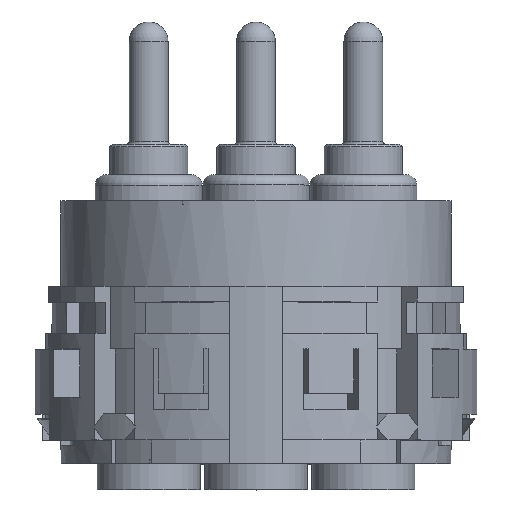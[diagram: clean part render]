
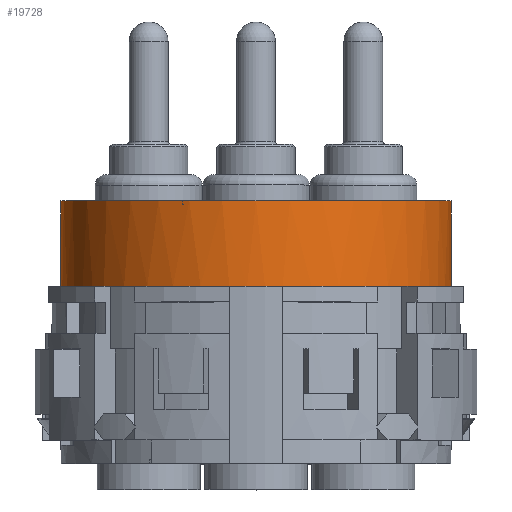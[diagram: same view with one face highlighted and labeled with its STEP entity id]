
A CAD part, top view. The second image highlights one B-rep face of the part: STEP entity #19728.
In plain terms, the highlighted cylindrical face has radius 7.5 mm (diameter 15 mm), a partial arc.
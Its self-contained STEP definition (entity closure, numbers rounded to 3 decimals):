
#477=CARTESIAN_POINT('',(0.,10.1,0.));
#478=DIRECTION('',(0.,1.,0.));
#479=DIRECTION('',(-1.,0.,0.));
#480=AXIS2_PLACEMENT_3D('',#477,#478,#479);
#1477=CARTESIAN_POINT('',(0.,6.8,0.));
#1478=DIRECTION('',(0.,1.,0.));
#1479=DIRECTION('',(0.779,0.,0.627));
#1480=AXIS2_PLACEMENT_3D('',#1477,#1478,#1479);
#1482=CARTESIAN_POINT('',(0.,6.8,0.));
#1483=DIRECTION('',(0.,1.,0.));
#1484=DIRECTION('',(-0.137,0.,0.991));
#1485=AXIS2_PLACEMENT_3D('',#1482,#1483,#1484);
#1487=CARTESIAN_POINT('',(0.,6.8,0.));
#1488=DIRECTION('',(0.,1.,0.));
#1489=DIRECTION('',(-0.93,0.,0.368));
#1490=AXIS2_PLACEMENT_3D('',#1487,#1488,#1489);
#1492=DIRECTION('',(0.,1.,0.));
#1493=VECTOR('',#1492,3.3);
#1494=CARTESIAN_POINT('',(-7.5,6.8,0.));
#1495=LINE('',#1494,#1493);
#2519=CARTESIAN_POINT('',(0.,6.8,0.));
#2520=DIRECTION('',(0.,1.,0.));
#2521=DIRECTION('',(0.137,0.,0.991));
#2522=AXIS2_PLACEMENT_3D('',#2519,#2520,#2521);
#2537=CARTESIAN_POINT('',(0.,6.8,0.));
#2538=DIRECTION('',(0.,1.,0.));
#2539=DIRECTION('',(0.93,0.,0.368));
#2540=AXIS2_PLACEMENT_3D('',#2537,#2538,#2539);
#2547=CARTESIAN_POINT('',(0.,6.8,0.));
#2548=DIRECTION('',(0.,1.,0.));
#2549=DIRECTION('',(-1.,0.,0.));
#2550=AXIS2_PLACEMENT_3D('',#2547,#2548,#2549);
#2565=CARTESIAN_POINT('',(0.,6.8,0.));
#2566=DIRECTION('',(0.,1.,0.));
#2567=DIRECTION('',(-0.779,0.,0.627));
#2568=AXIS2_PLACEMENT_3D('',#2565,#2566,#2567);
#10836=DIRECTION('',(0.,1.,0.));
#10837=VECTOR('',#10836,3.3);
#10838=CARTESIAN_POINT('',(7.5,6.8,0.));
#10839=LINE('',#10838,#10837);
#16390=CARTESIAN_POINT('',(-7.5,10.1,0.));
#16391=CARTESIAN_POINT('',(7.5,10.1,0.));
#16392=VERTEX_POINT('',#16390);
#16393=VERTEX_POINT('',#16391);
#16394=CARTESIAN_POINT('',(7.5,6.8,0.));
#16395=CARTESIAN_POINT('',(-7.5,6.8,0.));
#16396=VERTEX_POINT('',#16394);
#16397=VERTEX_POINT('',#16395);
#16657=CARTESIAN_POINT('',(-1.025,6.8,7.43));
#16659=VERTEX_POINT('',#16657);
#16660=CARTESIAN_POINT('',(1.025,6.8,7.43));
#16662=VERTEX_POINT('',#16660);
#16737=CARTESIAN_POINT('',(-6.975,6.8,2.757));
#16739=VERTEX_POINT('',#16737);
#16750=CARTESIAN_POINT('',(-5.843,6.8,4.702));
#16752=VERTEX_POINT('',#16750);
#16784=CARTESIAN_POINT('',(6.975,6.8,2.757));
#16786=VERTEX_POINT('',#16784);
#16823=CARTESIAN_POINT('',(5.843,6.8,4.702));
#16825=VERTEX_POINT('',#16823);
#19702=CARTESIAN_POINT('',(0.,6.8,0.));
#19703=DIRECTION('',(0.,1.,0.));
#19704=DIRECTION('',(-1.,0.,0.));
#19705=AXIS2_PLACEMENT_3D('',#19702,#19703,#19704);
#19706=CYLINDRICAL_SURFACE('',#19705,7.5);
#19708=ORIENTED_EDGE('',*,*,#19707,.F.);
#19710=ORIENTED_EDGE('',*,*,#19709,.F.);
#19712=ORIENTED_EDGE('',*,*,#19711,.F.);
#19714=ORIENTED_EDGE('',*,*,#19713,.F.);
#19716=ORIENTED_EDGE('',*,*,#19715,.F.);
#19718=ORIENTED_EDGE('',*,*,#19717,.F.);
#19720=ORIENTED_EDGE('',*,*,#19719,.T.);
#19721=ORIENTED_EDGE('',*,*,#19170,.T.);
#19723=ORIENTED_EDGE('',*,*,#19722,.F.);
#19725=ORIENTED_EDGE('',*,*,#19724,.F.);
#19726=EDGE_LOOP('',(#19708,#19710,#19712,#19714,#19716,#19718,#19720,#19721,
#19723,#19725));
#19727=FACE_OUTER_BOUND('',#19726,.F.);
#481=CIRCLE('',#480,7.5);
#1481=CIRCLE('',#1480,7.5);
#1486=CIRCLE('',#1485,7.5);
#1491=CIRCLE('',#1490,7.5);
#2523=CIRCLE('',#2522,7.5);
#2541=CIRCLE('',#2540,7.5);
#2551=CIRCLE('',#2550,7.5);
#2569=CIRCLE('',#2568,7.5);
#19170=EDGE_CURVE('',#16392,#16393,#481,.T.);
#19707=EDGE_CURVE('',#16825,#16786,#1481,.T.);
#19709=EDGE_CURVE('',#16662,#16825,#2523,.T.);
#19711=EDGE_CURVE('',#16659,#16662,#1486,.T.);
#19713=EDGE_CURVE('',#16752,#16659,#2569,.T.);
#19715=EDGE_CURVE('',#16739,#16752,#1491,.T.);
#19717=EDGE_CURVE('',#16397,#16739,#2551,.T.);
#19719=EDGE_CURVE('',#16397,#16392,#1495,.T.);
#19722=EDGE_CURVE('',#16396,#16393,#10839,.T.);
#19724=EDGE_CURVE('',#16786,#16396,#2541,.T.);
#19728=ADVANCED_FACE('',(#19727),#19706,.T.);
